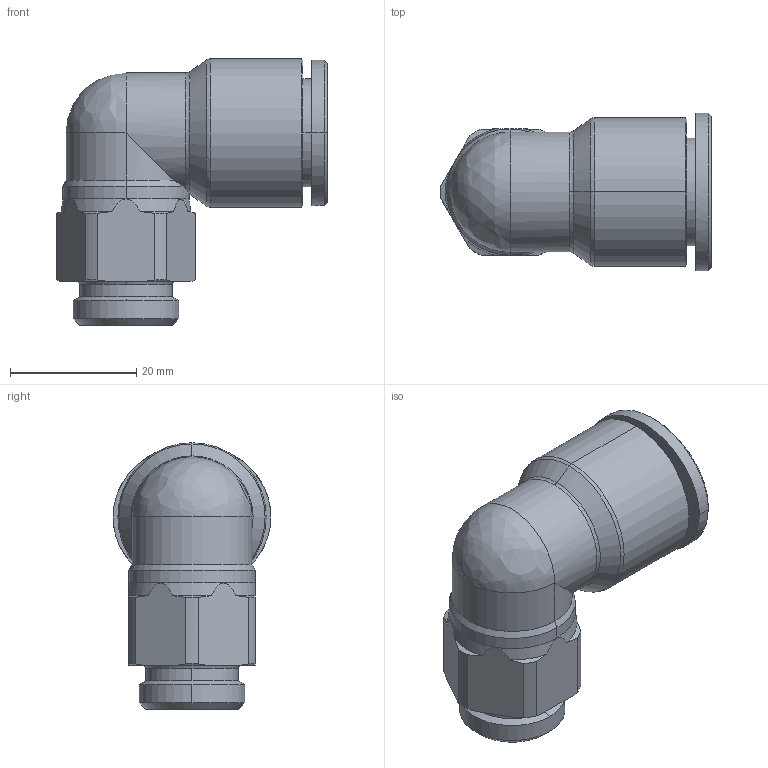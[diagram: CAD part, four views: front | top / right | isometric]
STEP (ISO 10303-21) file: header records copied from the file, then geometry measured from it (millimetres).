
FILE_DESCRIPTION (( 'STEP AP214' ), '1' );
FILE_NAME ('PL14-G03.stp', '2015-09-07T13:46:01', ( '' ), ( '' ), 'SwSTEP 2.0', 'SolidWorks 2015', '' );
FILE_SCHEMA (( 'AUTOMOTIVE_DESIGN' ));
Length unit declared in the file: millimetre
Products named in the file (2): ｦ+ﾃｦ1; PL14-G03
Assembly tree (1 placements, depth 2):
  PL14-G03
    ｦ+ﾃｦ1
Bounding box: 42.9 x 25 x 42.2 mm (x, y, z)
Volume: 14833.7 mm3; surface area: 6912.8 mm2
Topology: 1 solids, 1 shells, 222 faces, 592 edges, 386 vertices
Faces by surface type: plane 114, cone 41, bspline 33, cylinder 32, torus 2
Entity records: 8916 total; most frequent: CARTESIAN_POINT 2785, ORIENTED_EDGE 1178, DIRECTION 986, EDGE_CURVE 589, VERTEX_POINT 386, VECTOR 354, LINE 354, AXIS2_PLACEMENT_3D 316
